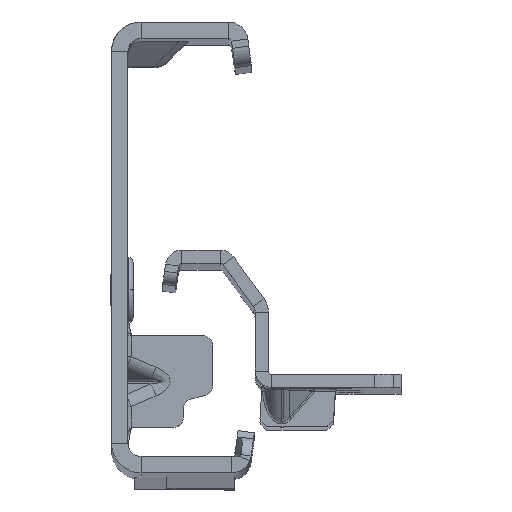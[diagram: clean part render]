
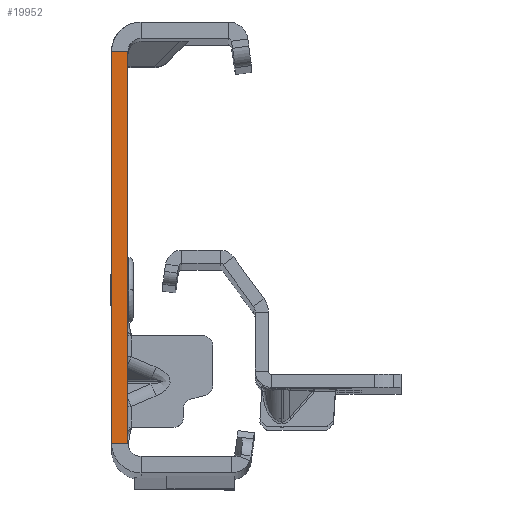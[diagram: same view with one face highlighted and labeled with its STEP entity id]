
A CAD part, top view. The second image highlights one B-rep face of the part: STEP entity #19952.
In plain terms, the highlighted planar face has unit normal (0, 0, 1).
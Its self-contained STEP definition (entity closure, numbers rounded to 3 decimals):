
#1438 = LINE ( 'NONE', #22681, #9103 ) ;
#1502 = LINE ( 'NONE', #24375, #10729 ) ;
#1896 = ORIENTED_EDGE ( 'NONE', *, *, #12068, .T. ) ;
#2061 = CARTESIAN_POINT ( 'NONE',  ( -2.5, 30., 0. ) ) ;
#3417 = EDGE_CURVE ( 'NONE', #21570, #14672, #12539, .T. ) ;
#3789 = ORIENTED_EDGE ( 'NONE', *, *, #14099, .F. ) ;
#4015 = CARTESIAN_POINT ( 'NONE',  ( 0., -30., 0. ) ) ;
#5115 = VECTOR ( 'NONE', #17063, 1000. ) ;
#5546 = CARTESIAN_POINT ( 'NONE',  ( -2.5, -32., 0. ) ) ;
#5571 = CARTESIAN_POINT ( 'NONE',  ( -2.5, -30., 0. ) ) ;
#6970 = CARTESIAN_POINT ( 'NONE',  ( 0., -32., 0. ) ) ;
#7089 = DIRECTION ( 'NONE',  ( 0., -1., 0. ) ) ;
#8823 = DIRECTION ( 'NONE',  ( 0., 0., 1. ) ) ;
#9046 = DIRECTION ( 'NONE',  ( -1., 0., 0. ) ) ;
#9103 = VECTOR ( 'NONE', #9046, 1000. ) ;
#10729 = VECTOR ( 'NONE', #11213, 1000. ) ;
#11130 = CARTESIAN_POINT ( 'NONE',  ( -2.5, -32., 0. ) ) ;
#11213 = DIRECTION ( 'NONE',  ( -1., 0., 0. ) ) ;
#11666 = VERTEX_POINT ( 'NONE', #5571 ) ;
#12045 = EDGE_CURVE ( 'NONE', #15508, #11666, #18945, .T. ) ;
#12068 = EDGE_CURVE ( 'NONE', #21570, #15508, #1438, .T. ) ;
#12539 = LINE ( 'NONE', #6970, #16056 ) ;
#13845 = EDGE_LOOP ( 'NONE', ( #19361, #1896, #15539, #3789 ) ) ;
#14099 = EDGE_CURVE ( 'NONE', #14672, #11666, #1502, .T. ) ;
#14672 = VERTEX_POINT ( 'NONE', #4015 ) ;
#15508 = VERTEX_POINT ( 'NONE', #2061 ) ;
#15539 = ORIENTED_EDGE ( 'NONE', *, *, #12045, .T. ) ;
#16056 = VECTOR ( 'NONE', #7089, 1000. ) ;
#17063 = DIRECTION ( 'NONE',  ( 0., -1., 0. ) ) ;
#17802 = AXIS2_PLACEMENT_3D ( 'NONE', #11130, #8823, #22914 ) ;
#18694 = FACE_OUTER_BOUND ( 'NONE', #13845, .T. ) ;
#18945 = LINE ( 'NONE', #5546, #5115 ) ;
#19361 = ORIENTED_EDGE ( 'NONE', *, *, #3417, .F. ) ;
#19952 = ADVANCED_FACE ( 'NONE', ( #18694 ), #22555, .T. ) ;
#20104 = CARTESIAN_POINT ( 'NONE',  ( 0., 30., 0. ) ) ;
#21570 = VERTEX_POINT ( 'NONE', #20104 ) ;
#22555 = PLANE ( 'NONE',  #17802 ) ;
#22681 = CARTESIAN_POINT ( 'NONE',  ( 0., 30., 0. ) ) ;
#22914 = DIRECTION ( 'NONE',  ( 1., 0., 0. ) ) ;
#24375 = CARTESIAN_POINT ( 'NONE',  ( 0., -30., 0. ) ) ;
